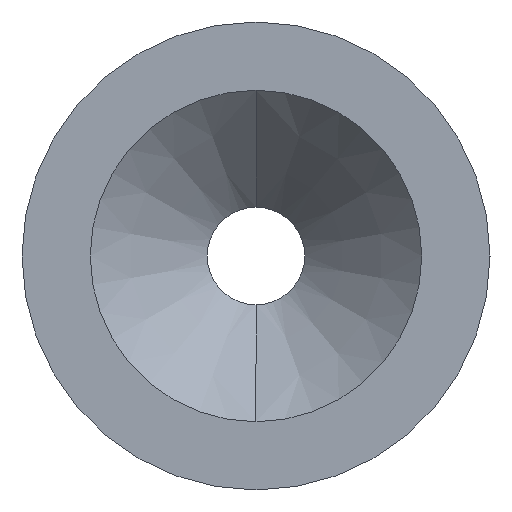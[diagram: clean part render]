
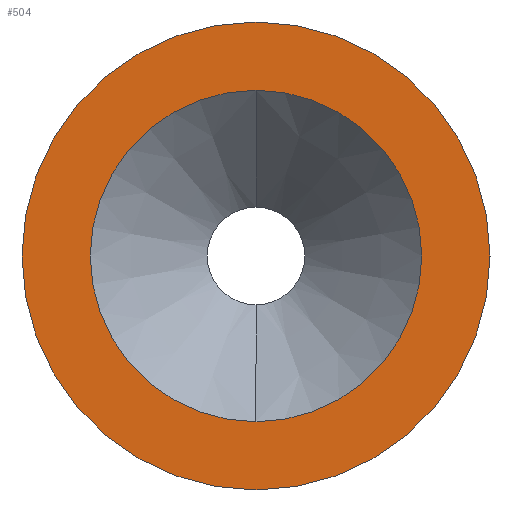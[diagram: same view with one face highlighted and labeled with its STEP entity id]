
A CAD part, left-side view. The second image highlights one B-rep face of the part: STEP entity #504.
In plain terms, the highlighted planar face has unit normal (-1, 0, 0).
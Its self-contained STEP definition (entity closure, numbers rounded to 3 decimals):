
#21 = CARTESIAN_POINT ( 'NONE',  ( -12., 0., -8.5 ) ) ;
#52 = AXIS2_PLACEMENT_3D ( 'NONE', #287, #70, #115 ) ;
#70 = DIRECTION ( 'NONE',  ( 1., 0., 0. ) ) ;
#85 = CARTESIAN_POINT ( 'NONE',  ( -12., 0., 0. ) ) ;
#100 = VERTEX_POINT ( 'NONE', #409 ) ;
#101 = CARTESIAN_POINT ( 'NONE',  ( -12., 0., 12. ) ) ;
#105 = EDGE_CURVE ( 'NONE', #448, #100, #431, .T. ) ;
#108 = FACE_OUTER_BOUND ( 'NONE', #384, .T. ) ;
#110 = CARTESIAN_POINT ( 'NONE',  ( -12., 0., 0. ) ) ;
#115 = DIRECTION ( 'NONE',  ( 0., 0., -1. ) ) ;
#117 = CARTESIAN_POINT ( 'NONE',  ( -12., 0., 8.5 ) ) ;
#118 = CIRCLE ( 'NONE', #451, 8.5 ) ;
#124 = EDGE_CURVE ( 'NONE', #441, #238, #118, .T. ) ;
#132 = DIRECTION ( 'NONE',  ( 0., 0., 1. ) ) ;
#138 = DIRECTION ( 'NONE',  ( -1., 0., 0. ) ) ;
#157 = FACE_BOUND ( 'NONE', #528, .T. ) ;
#194 = ORIENTED_EDGE ( 'NONE', *, *, #456, .T. ) ;
#235 = DIRECTION ( 'NONE',  ( 0., 0., 1. ) ) ;
#238 = VERTEX_POINT ( 'NONE', #21 ) ;
#241 = DIRECTION ( 'NONE',  ( -1., 0., 0. ) ) ;
#273 = AXIS2_PLACEMENT_3D ( 'NONE', #525, #301, #569 ) ;
#287 = CARTESIAN_POINT ( 'NONE',  ( -12., 12., 0. ) ) ;
#301 = DIRECTION ( 'NONE',  ( -1., 0., 0. ) ) ;
#320 = AXIS2_PLACEMENT_3D ( 'NONE', #110, #241, #235 ) ;
#323 = EDGE_CURVE ( 'NONE', #238, #441, #557, .T. ) ;
#343 = PLANE ( 'NONE',  #52 ) ;
#373 = AXIS2_PLACEMENT_3D ( 'NONE', #554, #138, #132 ) ;
#374 = CIRCLE ( 'NONE', #273, 12. ) ;
#384 = EDGE_LOOP ( 'NONE', ( #465, #194 ) ) ;
#406 = ORIENTED_EDGE ( 'NONE', *, *, #124, .F. ) ;
#409 = CARTESIAN_POINT ( 'NONE',  ( -12., 0., -12. ) ) ;
#421 = ORIENTED_EDGE ( 'NONE', *, *, #323, .F. ) ;
#431 = CIRCLE ( 'NONE', #373, 12. ) ;
#441 = VERTEX_POINT ( 'NONE', #117 ) ;
#448 = VERTEX_POINT ( 'NONE', #101 ) ;
#451 = AXIS2_PLACEMENT_3D ( 'NONE', #85, #587, #503 ) ;
#456 = EDGE_CURVE ( 'NONE', #100, #448, #374, .T. ) ;
#465 = ORIENTED_EDGE ( 'NONE', *, *, #105, .T. ) ;
#503 = DIRECTION ( 'NONE',  ( 0., 0., 1. ) ) ;
#504 = ADVANCED_FACE ( 'NONE', ( #157, #108 ), #343, .F. ) ;
#525 = CARTESIAN_POINT ( 'NONE',  ( -12., 0., 0. ) ) ;
#528 = EDGE_LOOP ( 'NONE', ( #406, #421 ) ) ;
#554 = CARTESIAN_POINT ( 'NONE',  ( -12., 0., 0. ) ) ;
#557 = CIRCLE ( 'NONE', #320, 8.5 ) ;
#569 = DIRECTION ( 'NONE',  ( 0., 0., 1. ) ) ;
#587 = DIRECTION ( 'NONE',  ( -1., 0., 0. ) ) ;
